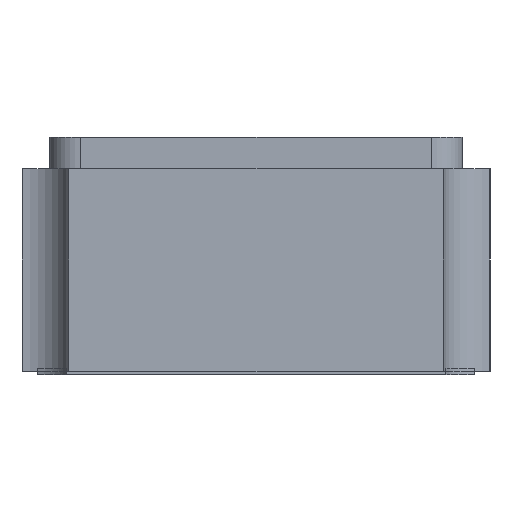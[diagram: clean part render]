
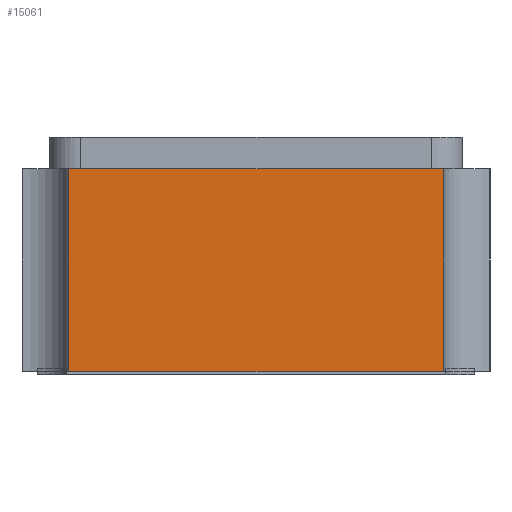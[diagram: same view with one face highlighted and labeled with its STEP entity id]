
A CAD part, left-side view. The second image highlights one B-rep face of the part: STEP entity #15061.
In plain terms, the highlighted planar face has unit normal (-1, 0, 0).
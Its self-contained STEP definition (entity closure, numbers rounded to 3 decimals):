
#143 = EDGE_CURVE ( 'NONE', #23443, #2171, #6291, .T. ) ;
#379 = DIRECTION ( 'NONE',  ( 0., -1., 0. ) ) ;
#2171 = VERTEX_POINT ( 'NONE', #19035 ) ;
#2642 = EDGE_CURVE ( 'NONE', #2171, #21164, #19382, .T. ) ;
#4476 = VECTOR ( 'NONE', #21424, 1000. ) ;
#4499 = CARTESIAN_POINT ( 'NONE',  ( -1.6, 0.6, 0.66 ) ) ;
#4955 = LINE ( 'NONE', #14757, #14807 ) ;
#5539 = LINE ( 'NONE', #7484, #20803 ) ;
#6291 = LINE ( 'NONE', #11682, #9062 ) ;
#7310 = ORIENTED_EDGE ( 'NONE', *, *, #2642, .F. ) ;
#7484 = CARTESIAN_POINT ( 'NONE',  ( -1.6, -0.75, 0.01 ) ) ;
#9062 = VECTOR ( 'NONE', #379, 1000. ) ;
#9412 = DIRECTION ( 'NONE',  ( 0., -1., 0. ) ) ;
#11509 = EDGE_CURVE ( 'NONE', #12753, #21164, #5539, .T. ) ;
#11682 = CARTESIAN_POINT ( 'NONE',  ( -1.6, -0.75, 0.66 ) ) ;
#11812 = AXIS2_PLACEMENT_3D ( 'NONE', #18239, #17990, #19646 ) ;
#12753 = VERTEX_POINT ( 'NONE', #17520 ) ;
#13337 = FACE_OUTER_BOUND ( 'NONE', #15375, .T. ) ;
#14757 = CARTESIAN_POINT ( 'NONE',  ( -1.6, 0.6, 0.7 ) ) ;
#14807 = VECTOR ( 'NONE', #16845, 1000. ) ;
#15061 = ADVANCED_FACE ( 'NONE', ( #13337 ), #19144, .F. ) ;
#15375 = EDGE_LOOP ( 'NONE', ( #19200, #15833, #7310, #23110 ) ) ;
#15833 = ORIENTED_EDGE ( 'NONE', *, *, #11509, .T. ) ;
#16845 = DIRECTION ( 'NONE',  ( 0., 0., 1. ) ) ;
#17458 = CARTESIAN_POINT ( 'NONE',  ( -1.6, -0.6, 0.7 ) ) ;
#17520 = CARTESIAN_POINT ( 'NONE',  ( -1.6, 0.6, 0.01 ) ) ;
#17990 = DIRECTION ( 'NONE',  ( 1., 0., 0. ) ) ;
#18239 = CARTESIAN_POINT ( 'NONE',  ( -1.6, -0.75, 0.66 ) ) ;
#18360 = CARTESIAN_POINT ( 'NONE',  ( -1.6, -0.6, 0.01 ) ) ;
#19035 = CARTESIAN_POINT ( 'NONE',  ( -1.6, -0.6, 0.66 ) ) ;
#19144 = PLANE ( 'NONE',  #11812 ) ;
#19200 = ORIENTED_EDGE ( 'NONE', *, *, #20962, .F. ) ;
#19382 = LINE ( 'NONE', #17458, #4476 ) ;
#19646 = DIRECTION ( 'NONE',  ( 0., 0., -1. ) ) ;
#20803 = VECTOR ( 'NONE', #9412, 1000. ) ;
#20962 = EDGE_CURVE ( 'NONE', #12753, #23443, #4955, .T. ) ;
#21164 = VERTEX_POINT ( 'NONE', #18360 ) ;
#21424 = DIRECTION ( 'NONE',  ( 0., 0., -1. ) ) ;
#23110 = ORIENTED_EDGE ( 'NONE', *, *, #143, .F. ) ;
#23443 = VERTEX_POINT ( 'NONE', #4499 ) ;
